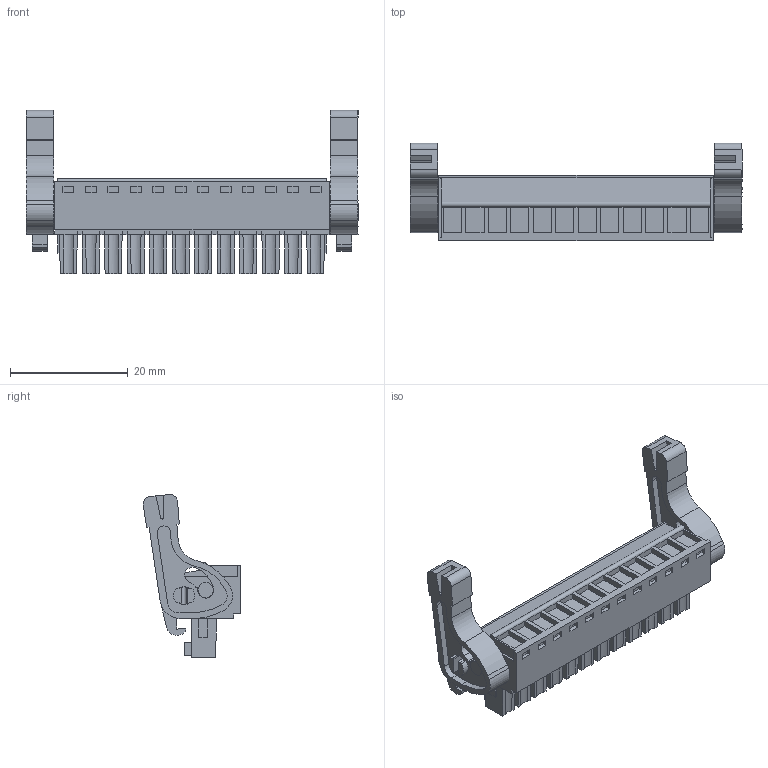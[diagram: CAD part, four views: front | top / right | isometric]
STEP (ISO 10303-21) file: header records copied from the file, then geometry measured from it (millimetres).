
FILE_DESCRIPTION(('CATIA V5 STEP','CAx-IF Rec.Pracs.--- Model Styling and Organization---1.2---2011-12-15'),'2;1');
FILE_NAME ('D1462222_0_2442560000_2442560000.stp','2017-07-31T14:56:58+00:00',('none'),('Weidmueller'),'CATIA Version 5-6 Release 2014','CATIA V5 STEP AP214','none');
FILE_SCHEMA(('AUTOMOTIVE_DESIGN { 1 0 10303 214 1 1 1 1 }'));
Length unit declared in the file: millimetre
Products named in the file (1): 2442560000
Bounding box: 56.31 x 16.55 x 27.68 mm (x, y, z)
Volume: 5898.7 mm3; surface area: 6061.8 mm2
Topology: 15 solids, 15 shells, 770 faces, 2005 edges, 1326 vertices
Faces by surface type: plane 587, cylinder 183
Entity records: 22432 total; most frequent: CARTESIAN_POINT 4035, ORIENTED_EDGE 3996, DIRECTION 2930, EDGE_CURVE 1998, VECTOR 1538, LINE 1538, VERTEX_POINT 1324, AXIS2_PLACEMENT_3D 902
